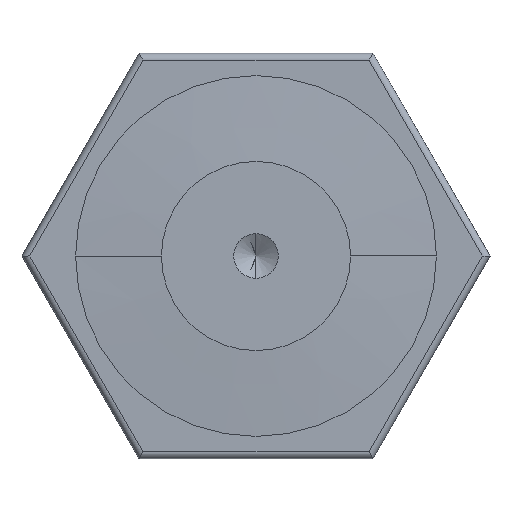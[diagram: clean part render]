
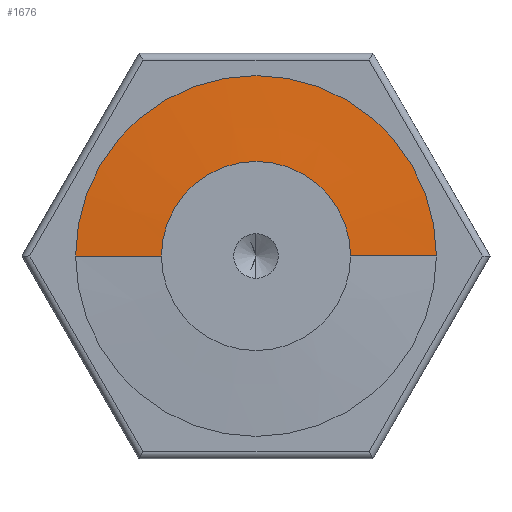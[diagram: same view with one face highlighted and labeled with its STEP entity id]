
A CAD part, front view. The second image highlights one B-rep face of the part: STEP entity #1676.
In plain terms, the highlighted conical face has half-angle 86.789 degrees and reference radius 5.864 mm.
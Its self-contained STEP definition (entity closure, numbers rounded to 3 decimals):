
#12 = DIRECTION ( 'NONE',  ( 0., 1., 0. ) ) ;
#128 = EDGE_CURVE ( 'NONE', #663, #899, #1463, .T. ) ;
#140 = CARTESIAN_POINT ( 'NONE',  ( 5.864, 15.58, 0. ) ) ;
#192 = DIRECTION ( 'NONE',  ( 0., 1., 0. ) ) ;
#272 = DIRECTION ( 'NONE',  ( -0.998, 0.056, 0. ) ) ;
#325 = AXIS2_PLACEMENT_3D ( 'NONE', #1386, #12, #1252 ) ;
#406 = CARTESIAN_POINT ( 'NONE',  ( 0., 16., 0. ) ) ;
#446 = CARTESIAN_POINT ( 'NONE',  ( 5.864, 15.58, 0. ) ) ;
#471 = EDGE_CURVE ( 'NONE', #1746, #663, #1641, .T. ) ;
#501 = CONICAL_SURFACE ( 'NONE', #325, 5.864, 1.515 ) ;
#531 = ORIENTED_EDGE ( 'NONE', *, *, #904, .T. ) ;
#610 = CARTESIAN_POINT ( 'NONE',  ( -13.35, 16., 0. ) ) ;
#629 = VERTEX_POINT ( 'NONE', #446 ) ;
#663 = VERTEX_POINT ( 'NONE', #610 ) ;
#826 = FACE_OUTER_BOUND ( 'NONE', #1437, .T. ) ;
#872 = CARTESIAN_POINT ( 'NONE',  ( 13.35, 16., 0. ) ) ;
#899 = VERTEX_POINT ( 'NONE', #872 ) ;
#904 = EDGE_CURVE ( 'NONE', #1746, #629, #1244, .T. ) ;
#921 = CARTESIAN_POINT ( 'NONE',  ( -5.864, 15.58, 0. ) ) ;
#936 = ORIENTED_EDGE ( 'NONE', *, *, #471, .F. ) ;
#944 = DIRECTION ( 'NONE',  ( -1., 0., 0. ) ) ;
#959 = VECTOR ( 'NONE', #961, 1000. ) ;
#961 = DIRECTION ( 'NONE',  ( 0.998, 0.056, 0. ) ) ;
#1009 = ORIENTED_EDGE ( 'NONE', *, *, #1708, .T. ) ;
#1058 = AXIS2_PLACEMENT_3D ( 'NONE', #406, #1362, #944 ) ;
#1224 = VECTOR ( 'NONE', #272, 1000. ) ;
#1244 = CIRCLE ( 'NONE', #1271, 5.864 ) ;
#1252 = DIRECTION ( 'NONE',  ( -1., 0., 0. ) ) ;
#1268 = CARTESIAN_POINT ( 'NONE',  ( -5.864, 15.58, 0. ) ) ;
#1271 = AXIS2_PLACEMENT_3D ( 'NONE', #1436, #192, #1585 ) ;
#1362 = DIRECTION ( 'NONE',  ( 0., 1., 0. ) ) ;
#1368 = ORIENTED_EDGE ( 'NONE', *, *, #128, .F. ) ;
#1386 = CARTESIAN_POINT ( 'NONE',  ( 0., 15.58, 0. ) ) ;
#1436 = CARTESIAN_POINT ( 'NONE',  ( 0., 15.58, 0. ) ) ;
#1437 = EDGE_LOOP ( 'NONE', ( #531, #1009, #1368, #936 ) ) ;
#1463 = CIRCLE ( 'NONE', #1058, 13.35 ) ;
#1520 = LINE ( 'NONE', #140, #959 ) ;
#1585 = DIRECTION ( 'NONE',  ( -1., 0., 0. ) ) ;
#1641 = LINE ( 'NONE', #921, #1224 ) ;
#1676 = ADVANCED_FACE ( 'NONE', ( #826 ), #501, .T. ) ;
#1708 = EDGE_CURVE ( 'NONE', #629, #899, #1520, .T. ) ;
#1746 = VERTEX_POINT ( 'NONE', #1268 ) ;
